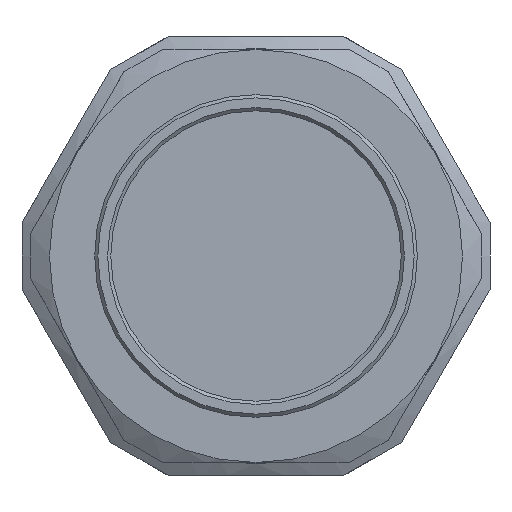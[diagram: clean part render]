
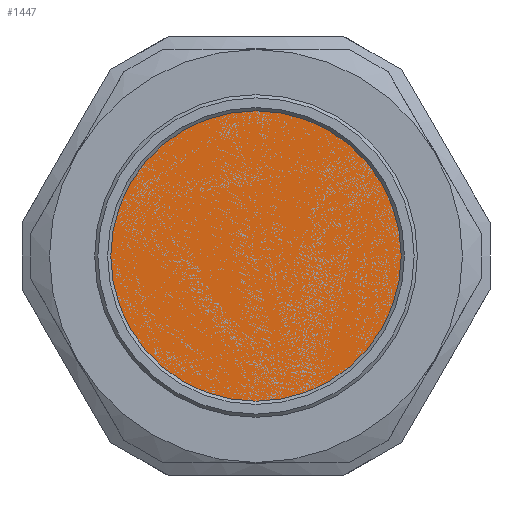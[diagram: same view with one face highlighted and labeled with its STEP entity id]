
A CAD part, front view. The second image highlights one B-rep face of the part: STEP entity #1447.
In plain terms, the highlighted planar face has unit normal (0, 1, 0).
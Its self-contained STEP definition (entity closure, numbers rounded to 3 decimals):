
#466=FACE_OUTER_BOUND('',#555,.T.);
#555=EDGE_LOOP('',(#1318));
#605=CIRCLE('',#1600,25.);
#729=VERTEX_POINT('',#2546);
#926=EDGE_CURVE('',#729,#729,#605,.T.);
#1318=ORIENTED_EDGE('',*,*,#926,.T.);
#1364=PLANE('',#1599);
#1447=ADVANCED_FACE('',(#466),#1364,.T.);
#1599=AXIS2_PLACEMENT_3D('',#2545,#1937,#1938);
#1600=AXIS2_PLACEMENT_3D('',#2547,#1939,#1940);
#1937=DIRECTION('center_axis',(0.,1.,0.));
#1938=DIRECTION('ref_axis',(0.,0.,1.));
#1939=DIRECTION('center_axis',(0.,1.,0.));
#1940=DIRECTION('ref_axis',(1.,0.,0.));
#2545=CARTESIAN_POINT('Origin',(380.684,109.208,383.4));
#2546=CARTESIAN_POINT('',(355.684,109.208,383.4));
#2547=CARTESIAN_POINT('Origin',(380.684,109.208,383.4));
